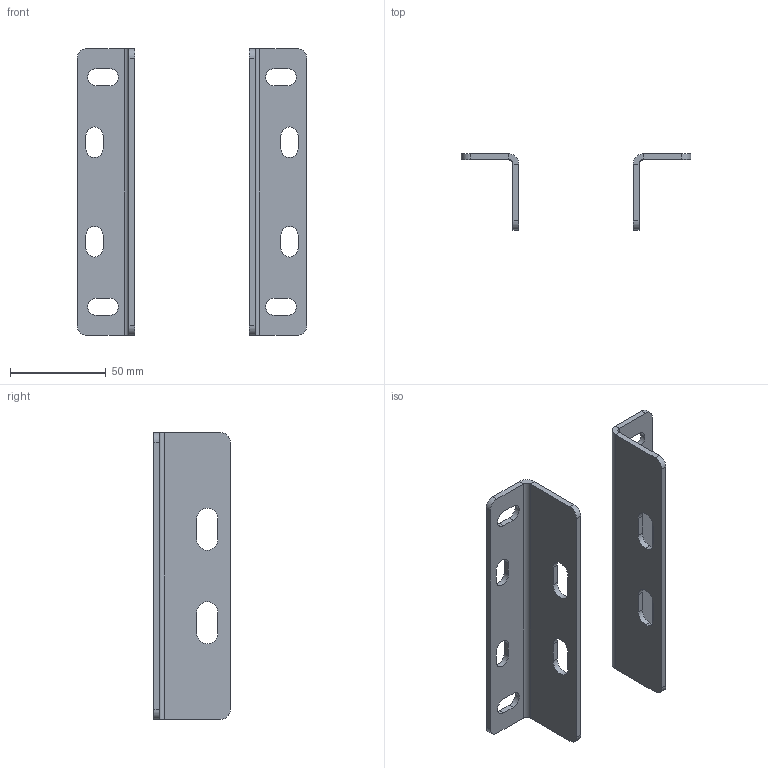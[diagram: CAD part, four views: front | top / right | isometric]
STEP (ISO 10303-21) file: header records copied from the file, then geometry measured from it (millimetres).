
FILE_DESCRIPTION (( 'STEP AP203' ), '1' );
FILE_NAME ('T42860.STEP', '2018-07-25T15:33:32', ( '' ), ( '' ), 'SwSTEP 2.0', 'SolidWorks 2016', '' );
FILE_SCHEMA (( 'CONFIG_CONTROL_DESIGN' ));
Length unit declared in the file: millimetre
Products named in the file (2): TH985; T42860
Assembly tree (2 placements, depth 2):
  T42860
    TH985  x2
Bounding box: 120 x 40 x 150 mm (x, y, z)
Volume: 52994.9 mm3; surface area: 39555.1 mm2
Topology: 2 solids, 2 shells, 92 faces, 248 edges, 160 vertices
Faces by surface type: plane 48, cylinder 44
Entity records: 1700 total; most frequent: DIRECTION 270, CARTESIAN_POINT 255, ORIENTED_EDGE 248, EDGE_CURVE 124, AXIS2_PLACEMENT_3D 95, VERTEX_POINT 80, VECTOR 80, LINE 80
